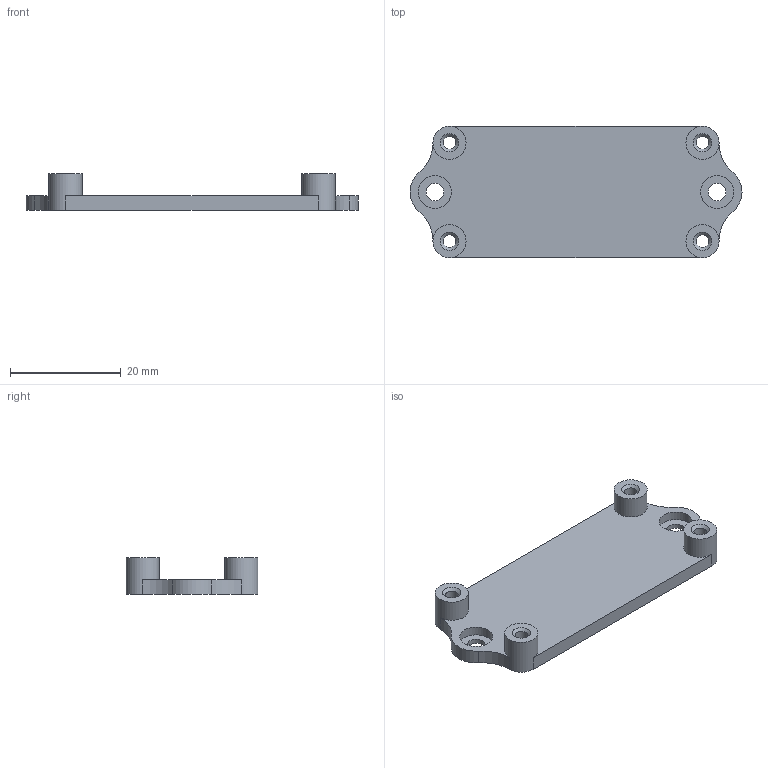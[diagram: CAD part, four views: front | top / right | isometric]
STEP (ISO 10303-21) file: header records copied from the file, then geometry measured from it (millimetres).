
FILE_DESCRIPTION(('FreeCAD Model'),'2;1');
FILE_NAME('Open CASCADE Shape Model','2023-05-21T17:05:39',(''),(''), 'Open CASCADE STEP processor 7.6','FreeCAD','Unknown');
FILE_SCHEMA(('AUTOMOTIVE_DESIGN { 1 0 10303 214 1 1 1 1 }'));
Length unit declared in the file: millimetre
Products named in the file (1): feather
Bounding box: 60 x 23.78 x 6.6 mm (x, y, z)
Volume: 3580.2 mm3; surface area: 3472.7 mm2
Topology: 1 solids, 1 shells, 32 faces, 82 edges, 54 vertices
Faces by surface type: cylinder 18, plane 10, cone 4
Full cylindrical faces by diameter (mm): 2.3 x4, 3.2 x2, 6 x6
Entity records: 2138 total; most frequent: CARTESIAN_POINT 397, DIRECTION 348, ORIENTED_EDGE 164, PCURVE 164, DEFINITIONAL_REPRESENTATION 164, LINE 146, VECTOR 146, CIRCLE 86
